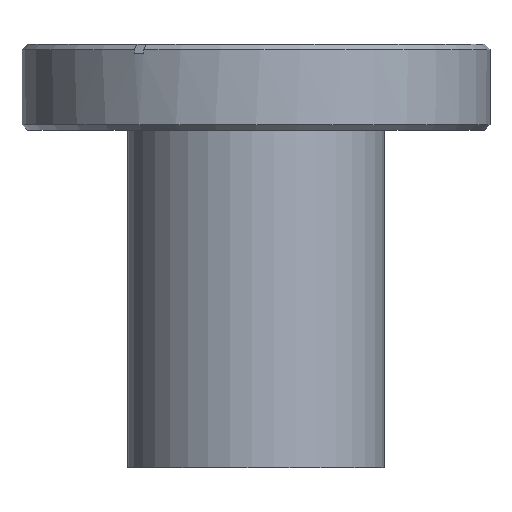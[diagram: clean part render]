
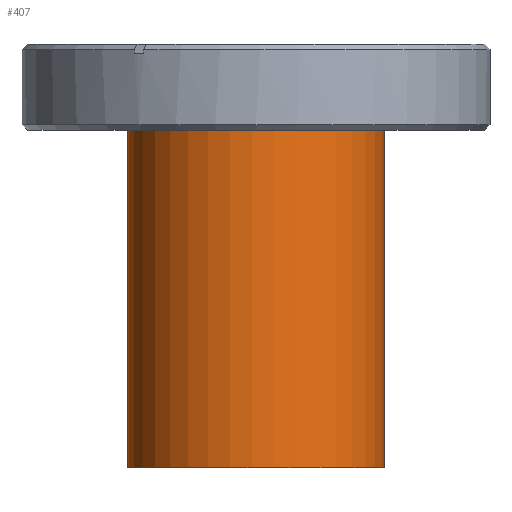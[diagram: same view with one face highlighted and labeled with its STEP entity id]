
A CAD part, front view. The second image highlights one B-rep face of the part: STEP entity #407.
In plain terms, the highlighted cylindrical face has radius 19.05 mm (diameter 38.1 mm), a partial arc.
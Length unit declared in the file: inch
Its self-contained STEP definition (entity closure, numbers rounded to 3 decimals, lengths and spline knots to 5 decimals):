
#15 = EDGE_CURVE ( 'NONE', #601, #1903, #2098, .T. ) ;
#16 = CARTESIAN_POINT ( 'NONE',  ( -0.75, 0., 2.26 ) ) ;
#68 = VERTEX_POINT ( 'NONE', #1570 ) ;
#197 = CIRCLE ( 'NONE', #480, 0.75 ) ;
#275 = VECTOR ( 'NONE', #611, 39.37008 ) ;
#317 = CARTESIAN_POINT ( 'NONE',  ( 0.75, 0., 0. ) ) ;
#407 = ADVANCED_FACE ( 'NONE', ( #2073 ), #928, .T. ) ;
#442 = DIRECTION ( 'NONE',  ( 0., 0., 1. ) ) ;
#480 = AXIS2_PLACEMENT_3D ( 'NONE', #1735, #995, #791 ) ;
#509 = ORIENTED_EDGE ( 'NONE', *, *, #781, .F. ) ;
#516 = EDGE_CURVE ( 'NONE', #68, #2010, #197, .T. ) ;
#551 = ORIENTED_EDGE ( 'NONE', *, *, #516, .T. ) ;
#594 = AXIS2_PLACEMENT_3D ( 'NONE', #1699, #1159, #2443 ) ;
#601 = VERTEX_POINT ( 'NONE', #2307 ) ;
#602 = CARTESIAN_POINT ( 'NONE',  ( 0.75, 0., 2.26 ) ) ;
#611 = DIRECTION ( 'NONE',  ( 0., 0., -1. ) ) ;
#781 = EDGE_CURVE ( 'NONE', #1903, #2010, #2012, .T. ) ;
#791 = DIRECTION ( 'NONE',  ( 1., 0., 0. ) ) ;
#879 = CARTESIAN_POINT ( 'NONE',  ( 0.75, 0., 2.26 ) ) ;
#928 = CYLINDRICAL_SURFACE ( 'NONE', #594, 0.75 ) ;
#949 = VECTOR ( 'NONE', #1046, 39.37008 ) ;
#968 = LINE ( 'NONE', #16, #275 ) ;
#995 = DIRECTION ( 'NONE',  ( 0., 0., 1. ) ) ;
#1037 = CARTESIAN_POINT ( 'NONE',  ( 0., 0., 2.26 ) ) ;
#1046 = DIRECTION ( 'NONE',  ( 0., 0., -1. ) ) ;
#1117 = ORIENTED_EDGE ( 'NONE', *, *, #15, .F. ) ;
#1159 = DIRECTION ( 'NONE',  ( 0., 0., -1. ) ) ;
#1383 = ORIENTED_EDGE ( 'NONE', *, *, #2252, .T. ) ;
#1391 = AXIS2_PLACEMENT_3D ( 'NONE', #1037, #442, #1738 ) ;
#1570 = CARTESIAN_POINT ( 'NONE',  ( -0.75, 0., 0. ) ) ;
#1699 = CARTESIAN_POINT ( 'NONE',  ( 0., 0., 2.26 ) ) ;
#1735 = CARTESIAN_POINT ( 'NONE',  ( 0., 0., 0. ) ) ;
#1738 = DIRECTION ( 'NONE',  ( 1., 0., 0. ) ) ;
#1903 = VERTEX_POINT ( 'NONE', #602 ) ;
#2010 = VERTEX_POINT ( 'NONE', #317 ) ;
#2012 = LINE ( 'NONE', #879, #949 ) ;
#2073 = FACE_OUTER_BOUND ( 'NONE', #2373, .T. ) ;
#2098 = CIRCLE ( 'NONE', #1391, 0.75 ) ;
#2252 = EDGE_CURVE ( 'NONE', #601, #68, #968, .T. ) ;
#2307 = CARTESIAN_POINT ( 'NONE',  ( -0.75, 0., 2.26 ) ) ;
#2373 = EDGE_LOOP ( 'NONE', ( #509, #1117, #1383, #551 ) ) ;
#2443 = DIRECTION ( 'NONE',  ( -1., 0., 0. ) ) ;
